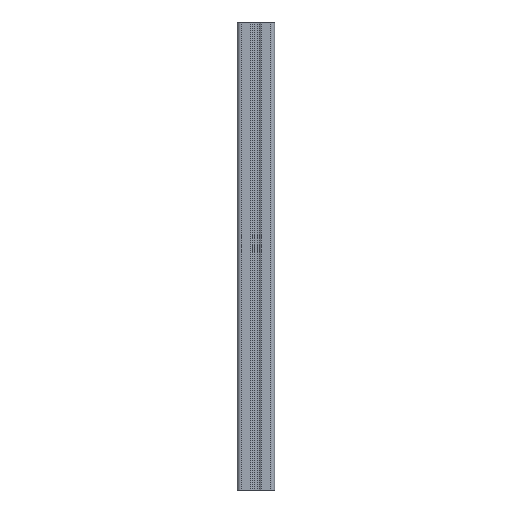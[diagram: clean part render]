
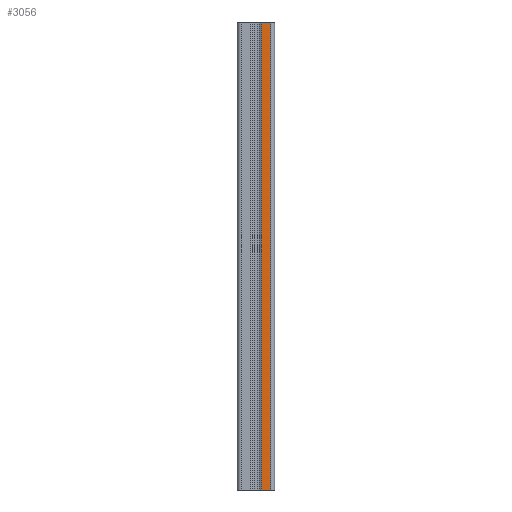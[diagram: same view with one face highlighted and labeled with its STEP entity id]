
A CAD part, front view. The second image highlights one B-rep face of the part: STEP entity #3056.
In plain terms, the highlighted planar face has unit normal (0, -1, 0).
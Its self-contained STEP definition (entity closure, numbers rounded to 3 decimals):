
#282 = LINE ( 'NONE', #322, #321 ) ;
#305 = CARTESIAN_POINT ( 'NONE',  ( -29809.358, -24655.137, 0. ) ) ;
#320 = DIRECTION ( 'NONE',  ( 1., 0., 0. ) ) ;
#321 = VECTOR ( 'NONE', #320, 1000. ) ;
#322 = CARTESIAN_POINT ( 'NONE',  ( -29819.758, -24655.137, 0. ) ) ;
#330 = CARTESIAN_POINT ( 'NONE',  ( -29819.758, -24655.137, 0. ) ) ;
#723 = DIRECTION ( 'NONE',  ( 0., 0., -1. ) ) ;
#724 = VECTOR ( 'NONE', #723, 1000. ) ;
#725 = LINE ( 'NONE', #738, #724 ) ;
#738 = CARTESIAN_POINT ( 'NONE',  ( -29819.758, -24655.137, 500. ) ) ;
#739 = CARTESIAN_POINT ( 'NONE',  ( -29819.758, -24655.137, 500. ) ) ;
#740 = AXIS2_PLACEMENT_3D ( 'NONE', #739, #802, #801 ) ;
#801 = DIRECTION ( 'NONE',  ( 0., 0., 1. ) ) ;
#802 = DIRECTION ( 'NONE',  ( 0., 1., 0. ) ) ;
#816 = PLANE ( 'NONE',  #740 ) ;
#867 = FACE_OUTER_BOUND ( 'NONE', #3057, .T. ) ;
#940 = DIRECTION ( 'NONE',  ( 0., 0., -1. ) ) ;
#941 = VECTOR ( 'NONE', #940, 1000. ) ;
#942 = LINE ( 'NONE', #980, #941 ) ;
#980 = CARTESIAN_POINT ( 'NONE',  ( -29809.358, -24655.137, 500. ) ) ;
#2310 = EDGE_CURVE ( 'NONE', #2443, #2439, #5296, .T. ) ;
#2439 = VERTEX_POINT ( 'NONE', #4295 ) ;
#2443 = VERTEX_POINT ( 'NONE', #4333 ) ;
#2553 = ORIENTED_EDGE ( 'NONE', *, *, #2856, .T. ) ;
#2833 = VERTEX_POINT ( 'NONE', #305 ) ;
#2848 = VERTEX_POINT ( 'NONE', #330 ) ;
#2856 = EDGE_CURVE ( 'NONE', #2848, #2833, #282, .T. ) ;
#3053 = EDGE_CURVE ( 'NONE', #2443, #2848, #725, .T. ) ;
#3056 = ADVANCED_FACE ( 'NONE', ( #867 ), #816, .F. ) ;
#3057 = EDGE_LOOP ( 'NONE', ( #2553, #3117, #3297, #3315 ) ) ;
#3117 = ORIENTED_EDGE ( 'NONE', *, *, #3308, .F. ) ;
#3297 = ORIENTED_EDGE ( 'NONE', *, *, #2310, .F. ) ;
#3308 = EDGE_CURVE ( 'NONE', #2439, #2833, #942, .T. ) ;
#3315 = ORIENTED_EDGE ( 'NONE', *, *, #3053, .T. ) ;
#4295 = CARTESIAN_POINT ( 'NONE',  ( -29809.358, -24655.137, 500. ) ) ;
#4333 = CARTESIAN_POINT ( 'NONE',  ( -29819.758, -24655.137, 500. ) ) ;
#5292 = CARTESIAN_POINT ( 'NONE',  ( -29819.758, -24655.137, 500. ) ) ;
#5296 = LINE ( 'NONE', #5292, #5354 ) ;
#5353 = DIRECTION ( 'NONE',  ( 1., 0., 0. ) ) ;
#5354 = VECTOR ( 'NONE', #5353, 1000. ) ;
